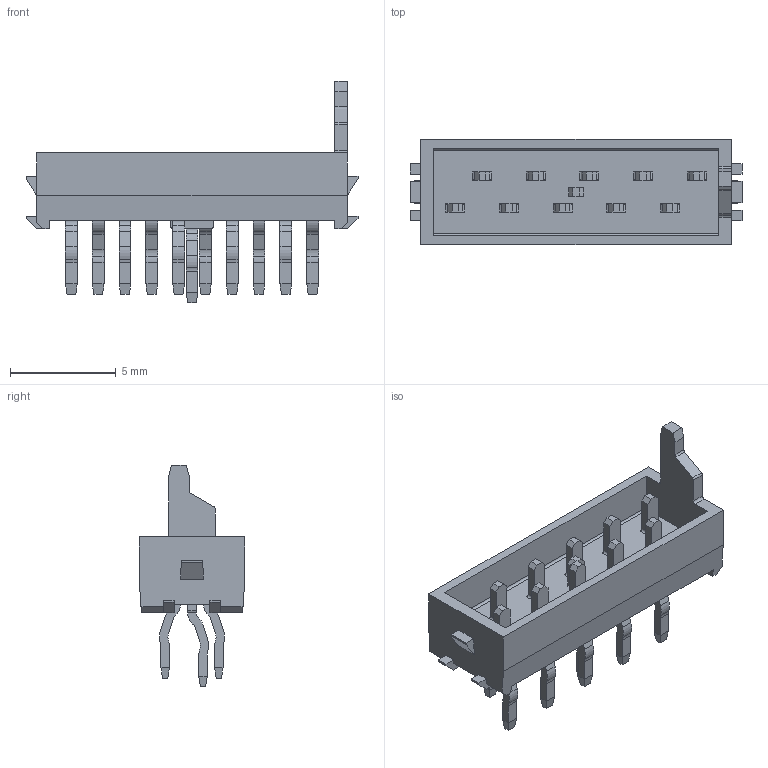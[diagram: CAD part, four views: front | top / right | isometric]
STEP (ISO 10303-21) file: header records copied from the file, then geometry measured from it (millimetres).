
FILE_DESCRIPTION( ( 'Unknown' ), '1' );
FILE_NAME( '690357101072.stp', 'Unknown', ( 'Unknown' ), ( 'Unknown' ), 'XStep 1.0', 'Unknown', ' ' );
FILE_SCHEMA( ( 'automotive_design' ) );
Length unit declared in the file: millimetre
Products named in the file (3): Assem1; Gehäuse; Pin
Bounding box: 15.73 x 5 x 10.5 mm (x, y, z)
Volume: 276.7 mm3; surface area: 989.9 mm2
Topology: 13 solids, 13 shells, 776 faces, 2150 edges, 1404 vertices
Faces by surface type: plane 610, cylinder 166
Entity records: 8188 total; most frequent: CARTESIAN_POINT 1214, ORIENTED_EDGE 1196, DIRECTION 1078, EDGE_CURVE 598, LINE 558, VECTOR 558, VERTEX_POINT 396, AXIS2_PLACEMENT_3D 260
